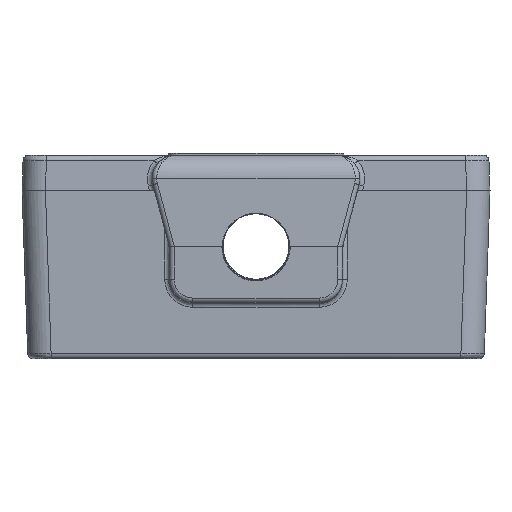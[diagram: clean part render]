
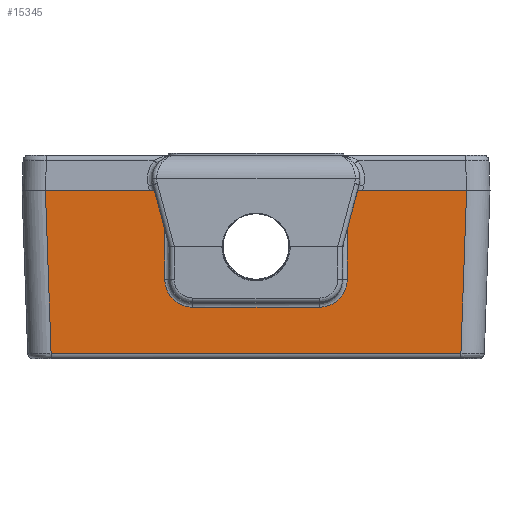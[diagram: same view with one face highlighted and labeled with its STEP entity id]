
A CAD part, left-side view. The second image highlights one B-rep face of the part: STEP entity #15345.
In plain terms, the highlighted planar face has unit normal (-1, 0, -0.018).
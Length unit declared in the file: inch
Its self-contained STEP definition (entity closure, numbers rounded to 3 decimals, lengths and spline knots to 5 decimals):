
#3449 = AXIS2_PLACEMENT_3D ( 'NONE', #243850, #7811, #217561 ) ;
#5050 = VERTEX_POINT ( 'NONE', #80860 ) ;
#6098 = CARTESIAN_POINT ( 'NONE',  ( -2.26603, 0.4836, -0.09133 ) ) ;
#7811 = DIRECTION ( 'NONE',  ( 1., 0., 0.017 ) ) ;
#14111 = VECTOR ( 'NONE', #81615, 39.37008 ) ;
#15345 = ADVANCED_FACE ( 'NONE', ( #238415 ), #261813, .F. ) ;
#15899 = VERTEX_POINT ( 'NONE', #86613 ) ;
#16402 = DIRECTION ( 'NONE',  ( 0.017, 0.035, -0.999 ) ) ;
#17670 = EDGE_CURVE ( 'NONE', #158423, #156116, #87016, .T. ) ;
#24554 = CARTESIAN_POINT ( 'NONE',  ( -2.26637, -0.4875, -0.0717 ) ) ;
#24620 = VERTEX_POINT ( 'NONE', #177545 ) ;
#25884 = CARTESIAN_POINT ( 'NONE',  ( -2.2654, -0.46858, -0.12761 ) ) ;
#26803 = CARTESIAN_POINT ( 'NONE',  ( -2.2654, 0.46861, -0.12763 ) ) ;
#34007 = EDGE_CURVE ( 'NONE', #5050, #251324, #260486, .T. ) ;
#37996 = DIRECTION ( 'NONE',  ( 0., -1., 0. ) ) ;
#40269 = ORIENTED_EDGE ( 'NONE', *, *, #138570, .F. ) ;
#43993 = DIRECTION ( 'NONE',  ( -0.017, 0.035, 0.999 ) ) ;
#46575 = CARTESIAN_POINT ( 'NONE',  ( -2.26672, -0.4875, -0.05206 ) ) ;
#47805 = ORIENTED_EDGE ( 'NONE', *, *, #112443, .F. ) ;
#48523 = CARTESIAN_POINT ( 'NONE',  ( -2.275, -1.125, 0.4225 ) ) ;
#49243 = CARTESIAN_POINT ( 'NONE',  ( -2.26462, -0.42967, -0.17199 ) ) ;
#53080 = CARTESIAN_POINT ( 'NONE',  ( -2.275, 1.125, 0.4225 ) ) ;
#54650 = ORIENTED_EDGE ( 'NONE', *, *, #173571, .F. ) ;
#65468 = CARTESIAN_POINT ( 'NONE',  ( -2.26462, 0.42968, -0.17202 ) ) ;
#68885 = CARTESIAN_POINT ( 'NONE',  ( -2.2598, 1.0946, -0.44802 ) ) ;
#72669 = CARTESIAN_POINT ( 'NONE',  ( -2.26672, 0.4875, -0.05206 ) ) ;
#73587 = VECTOR ( 'NONE', #16402, 39.37008 ) ;
#76092 = ORIENTED_EDGE ( 'NONE', *, *, #17670, .F. ) ;
#77527 = CARTESIAN_POINT ( 'NONE',  ( -2.275, 0.4875, 0.4225 ) ) ;
#80860 = CARTESIAN_POINT ( 'NONE',  ( -2.2641, 0.3375, -0.20206 ) ) ;
#81615 = DIRECTION ( 'NONE',  ( 0., -1., 0. ) ) ;
#81872 = LINE ( 'NONE', #250230, #114435 ) ;
#86613 = CARTESIAN_POINT ( 'NONE',  ( -2.275, -0.4875, 0.4225 ) ) ;
#87016 = LINE ( 'NONE', #68885, #202928 ) ;
#90408 = CARTESIAN_POINT ( 'NONE',  ( -2.2641, 0.35713, -0.20207 ) ) ;
#90549 = EDGE_CURVE ( 'NONE', #188269, #193271, #198837, .T. ) ;
#96354 = DIRECTION ( 'NONE',  ( -0.017, 0., 1. ) ) ;
#99150 = EDGE_LOOP ( 'NONE', ( #47805, #76092, #190346, #152625, #219673, #54650, #40269, #231463, #267299, #168264 ) ) ;
#103666 = B_SPLINE_CURVE_WITH_KNOTS ( 'NONE', 3,
 ( #173624, #108905, #118010, #138703, #49243, #129565, #25884, #176332, #24554, #46575 ),
 .UNSPECIFIED., .F., .F.,
 ( 4, 2, 2, 2, 4 ),
 ( 0., 0.25, 0.5, 0.75, 1. ),
 .UNSPECIFIED. ) ;
#108510 = VECTOR ( 'NONE', #113460, 39.37008 ) ;
#108905 = CARTESIAN_POINT ( 'NONE',  ( -2.2641, -0.35714, -0.20203 ) ) ;
#110145 = DIRECTION ( 'NONE',  ( 0., -1., 0. ) ) ;
#111158 = CARTESIAN_POINT ( 'NONE',  ( -2.26417, 0.37676, -0.19816 ) ) ;
#112374 = CARTESIAN_POINT ( 'NONE',  ( -2.2641, -0.3375, -0.20206 ) ) ;
#112443 = EDGE_CURVE ( 'NONE', #156116, #188269, #144457, .T. ) ;
#113460 = DIRECTION ( 'NONE',  ( 0.017, 0., -1. ) ) ;
#114163 = DIRECTION ( 'NONE',  ( 0., 1., 0. ) ) ;
#114222 = CARTESIAN_POINT ( 'NONE',  ( -2.2641, -1.375, -0.20206 ) ) ;
#114378 = LINE ( 'NONE', #263372, #246580 ) ;
#114435 = VECTOR ( 'NONE', #114163, 39.37008 ) ;
#118010 = CARTESIAN_POINT ( 'NONE',  ( -2.26417, -0.37677, -0.19816 ) ) ;
#118468 = VECTOR ( 'NONE', #37996, 39.37008 ) ;
#129565 = CARTESIAN_POINT ( 'NONE',  ( -2.26511, -0.45745, -0.14424 ) ) ;
#133198 = CARTESIAN_POINT ( 'NONE',  ( -2.26511, 0.45743, -0.14423 ) ) ;
#138570 = EDGE_CURVE ( 'NONE', #251324, #194567, #103666, .T. ) ;
#138703 = CARTESIAN_POINT ( 'NONE',  ( -2.26443, -0.41306, -0.18317 ) ) ;
#141731 = CARTESIAN_POINT ( 'NONE',  ( -2.275, -1.375, 0.4225 ) ) ;
#144457 = LINE ( 'NONE', #141731, #118468 ) ;
#152625 = ORIENTED_EDGE ( 'NONE', *, *, #158818, .F. ) ;
#156116 = VERTEX_POINT ( 'NONE', #53080 ) ;
#157459 = B_SPLINE_CURVE_WITH_KNOTS ( 'NONE', 3,
 ( #170530, #256070, #6098, #26803, #133198, #65468, #213169, #111158, #90408, #234025 ),
 .UNSPECIFIED., .F., .F.,
 ( 4, 2, 2, 2, 4 ),
 ( 0., 0.25, 0.5, 0.75, 1. ),
 .UNSPECIFIED. ) ;
#158423 = VERTEX_POINT ( 'NONE', #232766 ) ;
#158818 = EDGE_CURVE ( 'NONE', #268272, #24620, #161516, .T. ) ;
#161126 = EDGE_CURVE ( 'NONE', #24620, #158423, #81872, .T. ) ;
#161516 = LINE ( 'NONE', #248397, #73587 ) ;
#167183 = CARTESIAN_POINT ( 'NONE',  ( -2.275, -1.375, 0.4225 ) ) ;
#168264 = ORIENTED_EDGE ( 'NONE', *, *, #90549, .F. ) ;
#170530 = CARTESIAN_POINT ( 'NONE',  ( -2.26672, 0.4875, -0.05206 ) ) ;
#171455 = CARTESIAN_POINT ( 'NONE',  ( -2.26672, -0.4875, -0.05206 ) ) ;
#173571 = EDGE_CURVE ( 'NONE', #194567, #15899, #114378, .T. ) ;
#173624 = CARTESIAN_POINT ( 'NONE',  ( -2.2641, -0.3375, -0.20206 ) ) ;
#176332 = CARTESIAN_POINT ( 'NONE',  ( -2.26603, -0.4836, -0.09132 ) ) ;
#177545 = CARTESIAN_POINT ( 'NONE',  ( -2.2598, -1.0946, -0.44802 ) ) ;
#187811 = VECTOR ( 'NONE', #110145, 39.37008 ) ;
#188269 = VERTEX_POINT ( 'NONE', #77527 ) ;
#190346 = ORIENTED_EDGE ( 'NONE', *, *, #161126, .F. ) ;
#193271 = VERTEX_POINT ( 'NONE', #72669 ) ;
#194567 = VERTEX_POINT ( 'NONE', #171455 ) ;
#198837 = LINE ( 'NONE', #239044, #108510 ) ;
#202928 = VECTOR ( 'NONE', #43993, 39.37008 ) ;
#213169 = CARTESIAN_POINT ( 'NONE',  ( -2.26443, 0.41305, -0.18314 ) ) ;
#217561 = DIRECTION ( 'NONE',  ( 0.017, 0., -1. ) ) ;
#219673 = ORIENTED_EDGE ( 'NONE', *, *, #225195, .F. ) ;
#225195 = EDGE_CURVE ( 'NONE', #15899, #268272, #272091, .T. ) ;
#231463 = ORIENTED_EDGE ( 'NONE', *, *, #34007, .F. ) ;
#232766 = CARTESIAN_POINT ( 'NONE',  ( -2.25977, 1.0946, -0.44802 ) ) ;
#234025 = CARTESIAN_POINT ( 'NONE',  ( -2.2641, 0.3375, -0.20206 ) ) ;
#237051 = EDGE_CURVE ( 'NONE', #193271, #5050, #157459, .T. ) ;
#238415 = FACE_OUTER_BOUND ( 'NONE', #99150, .T. ) ;
#239044 = CARTESIAN_POINT ( 'NONE',  ( -2.25161, 0.4875, -0.91765 ) ) ;
#243850 = CARTESIAN_POINT ( 'NONE',  ( -2.25161, -1.375, -0.91765 ) ) ;
#246580 = VECTOR ( 'NONE', #96354, 39.37008 ) ;
#248397 = CARTESIAN_POINT ( 'NONE',  ( -2.25184, -1.07867, -0.90408 ) ) ;
#250230 = CARTESIAN_POINT ( 'NONE',  ( -2.2598, -0.6875, -0.44802 ) ) ;
#251324 = VERTEX_POINT ( 'NONE', #112374 ) ;
#256070 = CARTESIAN_POINT ( 'NONE',  ( -2.26637, 0.48746, -0.0717 ) ) ;
#260486 = LINE ( 'NONE', #114222, #187811 ) ;
#261813 = PLANE ( 'NONE',  #3449 ) ;
#263372 = CARTESIAN_POINT ( 'NONE',  ( -2.25161, -0.4875, -0.91765 ) ) ;
#267299 = ORIENTED_EDGE ( 'NONE', *, *, #237051, .F. ) ;
#268272 = VERTEX_POINT ( 'NONE', #48523 ) ;
#272091 = LINE ( 'NONE', #167183, #14111 ) ;
